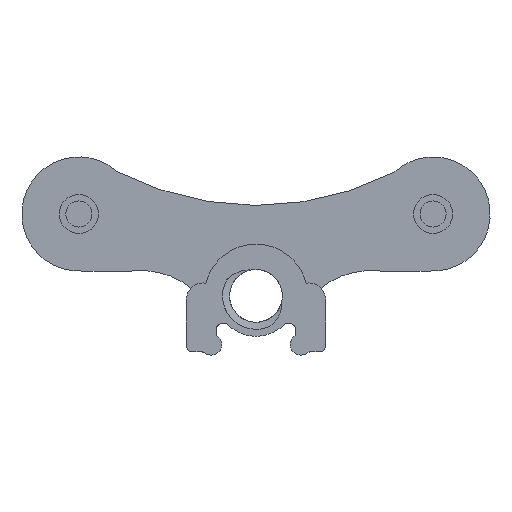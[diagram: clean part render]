
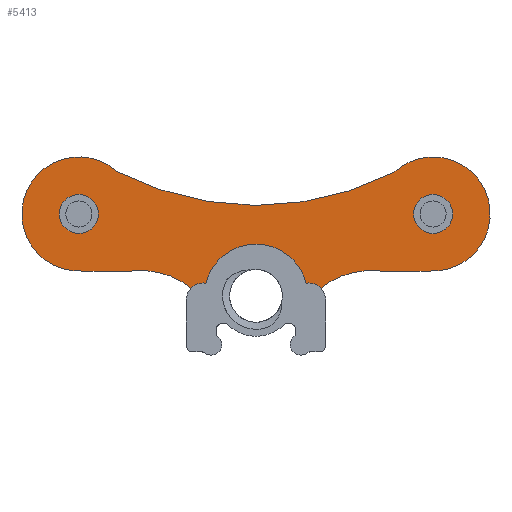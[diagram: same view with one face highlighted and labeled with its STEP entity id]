
A CAD part, left-side view. The second image highlights one B-rep face of the part: STEP entity #5413.
In plain terms, the highlighted planar face has unit normal (-1, 0, 0).
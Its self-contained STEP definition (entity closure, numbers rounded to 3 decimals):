
#21=FACE_BOUND('',#696,.T.);
#22=FACE_BOUND('',#697,.T.);
#138=PLANE('',#5722);
#407=FACE_OUTER_BOUND('',#695,.T.);
#695=EDGE_LOOP('',(#4583,#4584,#4585,#4586,#4587,#4588,#4589,#4590,#4591,
#4592,#4593,#4594));
#696=EDGE_LOOP('',(#4595));
#697=EDGE_LOOP('',(#4596));
#876=CIRCLE('',#5714,6.);
#879=CIRCLE('',#5720,6.);
#880=CIRCLE('',#5723,5.252);
#881=CIRCLE('',#5724,23.893);
#882=CIRCLE('',#5725,129.887);
#883=CIRCLE('',#5726,17.5);
#884=CIRCLE('',#5727,92.871);
#885=CIRCLE('',#5728,17.5);
#886=CIRCLE('',#5729,129.887);
#887=CIRCLE('',#5730,23.893);
#888=CIRCLE('',#5731,5.252);
#889=CIRCLE('',#5732,15.878);
#1423=LINE('',#9824,#2123);
#1424=LINE('',#9836,#2124);
#2123=VECTOR('',#6656,10.);
#2124=VECTOR('',#6667,10.);
#2768=VERTEX_POINT('',#9802);
#2771=VERTEX_POINT('',#9813);
#2772=VERTEX_POINT('',#9818);
#2773=VERTEX_POINT('',#9819);
#2774=VERTEX_POINT('',#9821);
#2775=VERTEX_POINT('',#9823);
#2776=VERTEX_POINT('',#9825);
#2777=VERTEX_POINT('',#9827);
#2778=VERTEX_POINT('',#9829);
#2779=VERTEX_POINT('',#9831);
#2780=VERTEX_POINT('',#9833);
#2781=VERTEX_POINT('',#9835);
#2782=VERTEX_POINT('',#9837);
#2783=VERTEX_POINT('',#9839);
#3425=EDGE_CURVE('',#2768,#2768,#876,.T.);
#3430=EDGE_CURVE('',#2771,#2771,#879,.T.);
#3431=EDGE_CURVE('',#2772,#2773,#880,.T.);
#3432=EDGE_CURVE('',#2773,#2774,#881,.T.);
#3433=EDGE_CURVE('',#2774,#2775,#1423,.T.);
#3434=EDGE_CURVE('',#2775,#2776,#882,.T.);
#3435=EDGE_CURVE('',#2776,#2777,#883,.T.);
#3436=EDGE_CURVE('',#2777,#2778,#884,.T.);
#3437=EDGE_CURVE('',#2779,#2778,#885,.T.);
#3438=EDGE_CURVE('',#2780,#2779,#886,.T.);
#3439=EDGE_CURVE('',#2780,#2781,#1424,.T.);
#3440=EDGE_CURVE('',#2781,#2782,#887,.T.);
#3441=EDGE_CURVE('',#2783,#2782,#888,.T.);
#3442=EDGE_CURVE('',#2783,#2772,#889,.T.);
#4583=ORIENTED_EDGE('',*,*,#3431,.T.);
#4584=ORIENTED_EDGE('',*,*,#3432,.T.);
#4585=ORIENTED_EDGE('',*,*,#3433,.T.);
#4586=ORIENTED_EDGE('',*,*,#3434,.T.);
#4587=ORIENTED_EDGE('',*,*,#3435,.T.);
#4588=ORIENTED_EDGE('',*,*,#3436,.T.);
#4589=ORIENTED_EDGE('',*,*,#3437,.F.);
#4590=ORIENTED_EDGE('',*,*,#3438,.F.);
#4591=ORIENTED_EDGE('',*,*,#3439,.T.);
#4592=ORIENTED_EDGE('',*,*,#3440,.T.);
#4593=ORIENTED_EDGE('',*,*,#3441,.F.);
#4594=ORIENTED_EDGE('',*,*,#3442,.T.);
#4595=ORIENTED_EDGE('',*,*,#3425,.T.);
#4596=ORIENTED_EDGE('',*,*,#3430,.T.);
#5413=ADVANCED_FACE('',(#407,#21,#22),#138,.F.);
#5714=AXIS2_PLACEMENT_3D('',#9804,#6632,#6633);
#5720=AXIS2_PLACEMENT_3D('',#9815,#6646,#6647);
#5722=AXIS2_PLACEMENT_3D('',#9817,#6650,#6651);
#5723=AXIS2_PLACEMENT_3D('',#9820,#6652,#6653);
#5724=AXIS2_PLACEMENT_3D('',#9822,#6654,#6655);
#5725=AXIS2_PLACEMENT_3D('',#9826,#6657,#6658);
#5726=AXIS2_PLACEMENT_3D('',#9828,#6659,#6660);
#5727=AXIS2_PLACEMENT_3D('',#9830,#6661,#6662);
#5728=AXIS2_PLACEMENT_3D('',#9832,#6663,#6664);
#5729=AXIS2_PLACEMENT_3D('',#9834,#6665,#6666);
#5730=AXIS2_PLACEMENT_3D('',#9838,#6668,#6669);
#5731=AXIS2_PLACEMENT_3D('',#9840,#6670,#6671);
#5732=AXIS2_PLACEMENT_3D('',#9841,#6672,#6673);
#6632=DIRECTION('center_axis',(1.,0.,0.));
#6633=DIRECTION('ref_axis',(0.,-0.002,1.));
#6646=DIRECTION('center_axis',(1.,0.,0.));
#6647=DIRECTION('ref_axis',(0.,-0.002,1.));
#6650=DIRECTION('center_axis',(1.,0.,0.));
#6651=DIRECTION('ref_axis',(0.,-0.002,1.));
#6652=DIRECTION('center_axis',(1.,0.,0.));
#6653=DIRECTION('ref_axis',(0.,0.158,0.987));
#6654=DIRECTION('center_axis',(1.,0.,0.));
#6655=DIRECTION('ref_axis',(0.,-0.092,0.996));
#6656=DIRECTION('',(0.,-1.,-0.013));
#6657=DIRECTION('center_axis',(-1.,0.,0.));
#6658=DIRECTION('ref_axis',(0.,-0.024,-1.));
#6659=DIRECTION('center_axis',(-1.,0.,0.));
#6660=DIRECTION('ref_axis',(0.,0.002,1.));
#6661=DIRECTION('center_axis',(1.,0.,0.));
#6662=DIRECTION('ref_axis',(0.,0.001,
-1.));
#6663=DIRECTION('center_axis',(1.,0.,0.));
#6664=DIRECTION('ref_axis',(0.,-0.002,1.));
#6665=DIRECTION('center_axis',(1.,0.,0.));
#6666=DIRECTION('ref_axis',(0.,0.024,-1.));
#6667=DIRECTION('',(0.,-1.,0.013));
#6668=DIRECTION('center_axis',(1.,0.,0.));
#6669=DIRECTION('ref_axis',(0.,0.092,0.996));
#6670=DIRECTION('center_axis',(-1.,0.,0.));
#6671=DIRECTION('ref_axis',(0.,-0.158,0.987));
#6672=DIRECTION('center_axis',(1.,0.,0.));
#6673=DIRECTION('ref_axis',(0.,0.97,0.241));
#9802=CARTESIAN_POINT('',(231.,99.334,78.701));
#9804=CARTESIAN_POINT('Origin',(231.,99.323,84.701));
#9813=CARTESIAN_POINT('',(231.,-9.233,78.701));
#9815=CARTESIAN_POINT('Origin',(231.,-9.244,84.701));
#9817=CARTESIAN_POINT('Origin',(231.,44.978,82.026));
#9818=CARTESIAN_POINT('',(231.,29.65,63.503));
#9819=CARTESIAN_POINT('',(231.,25.086,62.011));
#9820=CARTESIAN_POINT('Origin',(231.,28.819,58.316));
#9821=CARTESIAN_POINT('',(231.,7.861,67.235));
#9822=CARTESIAN_POINT('Origin',(231.,10.05,43.442));
#9823=CARTESIAN_POINT('',(231.,-4.602,67.074));
#9824=CARTESIAN_POINT('',(231.,-4.602,67.074));
#9825=CARTESIAN_POINT('',(231.,-8.408,67.221));
#9826=CARTESIAN_POINT('Origin',(231.,-1.463,196.922));
#9827=CARTESIAN_POINT('',(231.,2.773,97.423));
#9828=CARTESIAN_POINT('Origin',(231.,-9.244,84.701));
#9829=CARTESIAN_POINT('',(231.,87.693,97.778));
#9830=CARTESIAN_POINT('Origin',(231.,44.888,180.196));
#9831=CARTESIAN_POINT('',(231.,98.487,67.221));
#9832=CARTESIAN_POINT('Origin',(231.,99.323,84.701));
#9833=CARTESIAN_POINT('',(231.,94.681,67.074));
#9834=CARTESIAN_POINT('Origin',(231.,91.542,196.922));
#9835=CARTESIAN_POINT('',(231.,82.218,67.235));
#9836=CARTESIAN_POINT('',(231.,94.681,67.074));
#9837=CARTESIAN_POINT('',(231.,64.993,62.011));
#9838=CARTESIAN_POINT('Origin',(231.,80.029,43.442));
#9839=CARTESIAN_POINT('',(231.,60.429,63.503));
#9840=CARTESIAN_POINT('Origin',(231.,61.26,58.316));
#9841=CARTESIAN_POINT('Origin',(231.,45.04,59.598));
